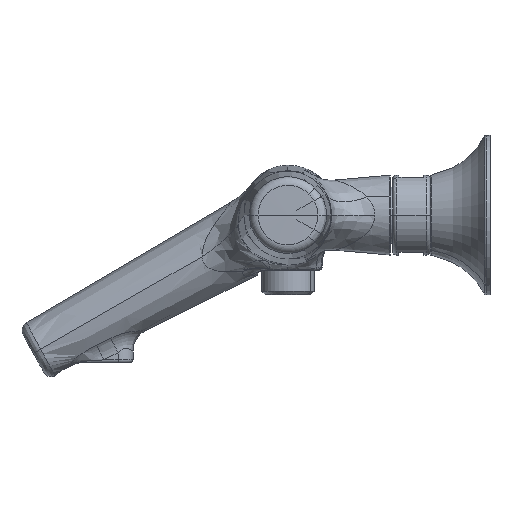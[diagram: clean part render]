
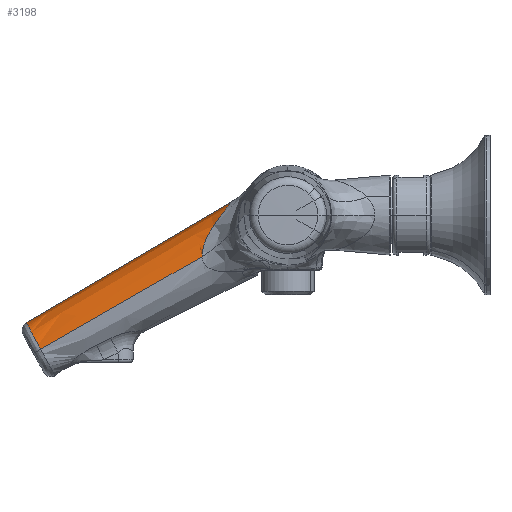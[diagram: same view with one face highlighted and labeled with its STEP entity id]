
A CAD part, left-side view. The second image highlights one B-rep face of the part: STEP entity #3198.
In plain terms, the highlighted free-form (B-spline) face has degree [5, 5] with [6, 9] control points.
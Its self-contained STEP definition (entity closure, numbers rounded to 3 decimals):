
#1636=CARTESIAN_POINT('Vertex',(-14.72,34.347,-16.598)) ;
#1640=CARTESIAN_POINT('Control Point',(-12.118,98.976,-53.736)) ;
#1641=CARTESIAN_POINT('Control Point',(-12.985,77.17,-41.84)) ;
#1642=CARTESIAN_POINT('Control Point',(-13.853,55.627,-29.461)) ;
#1643=CARTESIAN_POINT('Control Point',(-14.72,34.347,-16.598)) ;
#1644=CARTESIAN_POINT('Vertex',(-12.118,98.976,-53.736)) ;
#1909=CARTESIAN_POINT('Vertex',(0.,104.756,-43.089)) ;
#1913=CARTESIAN_POINT('Control Point',(0.,22.953,5.097)) ;
#1914=CARTESIAN_POINT('Control Point',(0.,50.221,-10.965)) ;
#1915=CARTESIAN_POINT('Control Point',(0.,77.489,-27.027)) ;
#1916=CARTESIAN_POINT('Control Point',(0.,104.756,-43.089)) ;
#1917=CARTESIAN_POINT('Vertex',(0.,22.953,5.097)) ;
#3092=CARTESIAN_POINT('Control Point',(0.,22.675,5.261)) ;
#3093=CARTESIAN_POINT('Control Point',(-2.362,22.675,5.261)) ;
#3094=CARTESIAN_POINT('Control Point',(-4.77,22.5,4.938)) ;
#3095=CARTESIAN_POINT('Control Point',(-7.096,22.134,4.265)) ;
#3096=CARTESIAN_POINT('Control Point',(-11.263,21.054,2.275)) ;
#3097=CARTESIAN_POINT('Control Point',(-14.049,19.437,-0.702)) ;
#3098=CARTESIAN_POINT('Control Point',(-14.991,18.535,-2.364)) ;
#3099=CARTESIAN_POINT('Control Point',(-15.443,17.601,-4.085)) ;
#3100=CARTESIAN_POINT('Control Point',(-15.443,16.684,-5.773)) ;
#3101=CARTESIAN_POINT('Control Point',(0.,39.1,-4.415)) ;
#3102=CARTESIAN_POINT('Control Point',(-2.26,39.1,-4.415)) ;
#3103=CARTESIAN_POINT('Control Point',(-4.565,38.919,-4.749)) ;
#3104=CARTESIAN_POINT('Control Point',(-6.791,38.54,-5.446)) ;
#3105=CARTESIAN_POINT('Control Point',(-10.778,37.421,-7.508)) ;
#3106=CARTESIAN_POINT('Control Point',(-13.444,35.746,-10.592)) ;
#3107=CARTESIAN_POINT('Control Point',(-14.345,34.811,-12.314)) ;
#3108=CARTESIAN_POINT('Control Point',(-14.777,33.843,-14.097)) ;
#3109=CARTESIAN_POINT('Control Point',(-14.777,32.894,-15.845)) ;
#3110=CARTESIAN_POINT('Control Point',(0.,55.525,-14.09)) ;
#3111=CARTESIAN_POINT('Control Point',(-2.159,55.525,-14.09)) ;
#3112=CARTESIAN_POINT('Control Point',(-4.359,55.341,-14.429)) ;
#3113=CARTESIAN_POINT('Control Point',(-6.485,54.958,-15.136)) ;
#3114=CARTESIAN_POINT('Control Point',(-10.293,53.822,-17.227)) ;
#3115=CARTESIAN_POINT('Control Point',(-12.838,52.125,-20.354)) ;
#3116=CARTESIAN_POINT('Control Point',(-13.699,51.177,-22.099)) ;
#3117=CARTESIAN_POINT('Control Point',(-14.112,50.195,-23.907)) ;
#3118=CARTESIAN_POINT('Control Point',(-14.112,49.233,-25.679)) ;
#3119=CARTESIAN_POINT('Control Point',(0.,71.951,-23.765)) ;
#3120=CARTESIAN_POINT('Control Point',(-2.057,71.951,-23.765)) ;
#3121=CARTESIAN_POINT('Control Point',(-4.154,71.768,-24.102)) ;
#3122=CARTESIAN_POINT('Control Point',(-6.179,71.387,-24.804)) ;
#3123=CARTESIAN_POINT('Control Point',(-9.807,70.259,-26.881)) ;
#3124=CARTESIAN_POINT('Control Point',(-12.233,68.573,-29.987)) ;
#3125=CARTESIAN_POINT('Control Point',(-13.053,67.631,-31.721)) ;
#3126=CARTESIAN_POINT('Control Point',(-13.447,66.657,-33.516)) ;
#3127=CARTESIAN_POINT('Control Point',(-13.447,65.701,-35.277)) ;
#3128=CARTESIAN_POINT('Control Point',(0.,88.376,-33.44)) ;
#3129=CARTESIAN_POINT('Control Point',(-1.955,88.376,-33.44)) ;
#3130=CARTESIAN_POINT('Control Point',(-3.948,88.198,-33.768)) ;
#3131=CARTESIAN_POINT('Control Point',(-5.874,87.827,-34.451)) ;
#3132=CARTESIAN_POINT('Control Point',(-9.322,86.731,-36.471)) ;
#3133=CARTESIAN_POINT('Control Point',(-11.628,85.09,-39.492)) ;
#3134=CARTESIAN_POINT('Control Point',(-12.407,84.175,-41.178)) ;
#3135=CARTESIAN_POINT('Control Point',(-12.781,83.227,-42.924)) ;
#3136=CARTESIAN_POINT('Control Point',(-12.781,82.297,-44.637)) ;
#3137=CARTESIAN_POINT('Control Point',(0.,104.801,-43.116)) ;
#3138=CARTESIAN_POINT('Control Point',(-1.853,104.801,-43.116)) ;
#3139=CARTESIAN_POINT('Control Point',(-3.743,104.632,-43.427)) ;
#3140=CARTESIAN_POINT('Control Point',(-5.568,104.28,-44.076)) ;
#3141=CARTESIAN_POINT('Control Point',(-8.837,103.237,-45.997)) ;
#3142=CARTESIAN_POINT('Control Point',(-11.023,101.678,-48.869)) ;
#3143=CARTESIAN_POINT('Control Point',(-11.762,100.807,-50.472)) ;
#3144=CARTESIAN_POINT('Control Point',(-12.116,99.906,-52.132)) ;
#3145=CARTESIAN_POINT('Control Point',(-12.116,99.022,-53.761)) ;
#3147=CARTESIAN_POINT('Control Point',(0.,22.953,5.097)) ;
#3148=CARTESIAN_POINT('Control Point',(-1.017,22.953,5.097)) ;
#3149=CARTESIAN_POINT('Control Point',(-2.016,23.03,4.972)) ;
#3150=CARTESIAN_POINT('Control Point',(-2.968,23.199,4.72)) ;
#3151=CARTESIAN_POINT('Control Point',(-5.193,23.832,3.825)) ;
#3152=CARTESIAN_POINT('Control Point',(-7.03,24.898,2.394)) ;
#3153=CARTESIAN_POINT('Control Point',(-7.999,25.65,1.404)) ;
#3154=CARTESIAN_POINT('Control Point',(-9.537,27.087,-0.502)) ;
#3155=CARTESIAN_POINT('Control Point',(-10.792,28.605,-2.611)) ;
#3156=CARTESIAN_POINT('Control Point',(-11.305,29.28,-3.581)) ;
#3157=CARTESIAN_POINT('Control Point',(-12.339,30.727,-5.761)) ;
#3158=CARTESIAN_POINT('Control Point',(-13.193,32.035,-8.066)) ;
#3159=CARTESIAN_POINT('Control Point',(-13.609,32.682,-9.357)) ;
#3160=CARTESIAN_POINT('Control Point',(-14.208,33.591,-11.567)) ;
#3161=CARTESIAN_POINT('Control Point',(-14.58,34.129,-13.843)) ;
#3162=CARTESIAN_POINT('Control Point',(-14.686,34.276,-14.766)) ;
#3163=CARTESIAN_POINT('Control Point',(-14.735,34.347,-15.689)) ;
#3164=CARTESIAN_POINT('Control Point',(-14.72,34.347,-16.598)) ;
#3167=CARTESIAN_POINT('Control Point',(-12.118,98.976,-53.736)) ;
#3168=CARTESIAN_POINT('Control Point',(-12.118,99.113,-53.483)) ;
#3169=CARTESIAN_POINT('Control Point',(-12.109,99.252,-53.228)) ;
#3170=CARTESIAN_POINT('Control Point',(-12.092,99.389,-52.976)) ;
#3171=CARTESIAN_POINT('Control Point',(-12.008,99.836,-52.153)) ;
#3172=CARTESIAN_POINT('Control Point',(-11.833,100.281,-51.335)) ;
#3173=CARTESIAN_POINT('Control Point',(-11.667,100.585,-50.776)) ;
#3174=CARTESIAN_POINT('Control Point',(-11.157,101.315,-49.431)) ;
#3175=CARTESIAN_POINT('Control Point',(-10.394,102.,-48.169)) ;
#3176=CARTESIAN_POINT('Control Point',(-9.859,102.384,-47.462)) ;
#3177=CARTESIAN_POINT('Control Point',(-8.635,103.096,-46.15)) ;
#3178=CARTESIAN_POINT('Control Point',(-7.141,103.68,-45.074)) ;
#3179=CARTESIAN_POINT('Control Point',(-6.337,103.935,-44.604)) ;
#3180=CARTESIAN_POINT('Control Point',(-5.063,104.257,-44.01)) ;
#3181=CARTESIAN_POINT('Control Point',(-3.715,104.485,-43.59)) ;
#3182=CARTESIAN_POINT('Control Point',(-3.259,104.55,-43.469)) ;
#3183=CARTESIAN_POINT('Control Point',(-2.569,104.632,-43.319)) ;
#3184=CARTESIAN_POINT('Control Point',(-1.87,104.689,-43.214)) ;
#3185=CARTESIAN_POINT('Control Point',(-1.637,104.705,-43.184)) ;
#3186=CARTESIAN_POINT('Control Point',(-1.17,104.732,-43.134)) ;
#3187=CARTESIAN_POINT('Control Point',(-0.701,104.748,-43.104)) ;
#3188=CARTESIAN_POINT('Control Point',(-0.468,104.754,-43.094)) ;
#3189=CARTESIAN_POINT('Control Point',(-0.233,104.756,-43.089)) ;
#3190=CARTESIAN_POINT('Control Point',(0.,104.756,-43.089)) ;
#3193=ORIENTED_EDGE('',*,*,#3165,.F.) ;
#3194=ORIENTED_EDGE('',*,*,#1919,.T.) ;
#3195=ORIENTED_EDGE('',*,*,#3191,.F.) ;
#3196=ORIENTED_EDGE('',*,*,#1646,.T.) ;
#3198=ADVANCED_FACE('PartBody',(#3197),#3091,.T.) ;
#1639=B_SPLINE_CURVE_WITH_KNOTS('',3,(#1640,#1641,#1642,#1643),.UNSPECIFIED.,.F.,.U.,(4,4),(-54.622,19.896),.UNSPECIFIED.) ;
#1912=B_SPLINE_CURVE_WITH_KNOTS('',3,(#1913,#1914,#1915,#1916),.UNSPECIFIED.,.F.,.U.,(4,4),(0.,134.226),.UNSPECIFIED.) ;
#3146=B_SPLINE_CURVE_WITH_KNOTS('',5,(#3147,#3148,#3149,#3150,#3151,#3152,#3153,#3154,#3155,#3156,#3157,#3158,#3159,#3160,#3161,#3162,#3163,#3164),.UNSPECIFIED.,.F.,.U.,(6,3,3,3,3,6),(0.,6.934,17.273,25.56,35.385,42.015),.UNSPECIFIED.) ;
#3166=B_SPLINE_CURVE_WITH_KNOTS('',5,(#3167,#3168,#3169,#3170,#3171,#3172,#3173,#3174,#3175,#3176,#3177,#3178,#3179,#3180,#3181,#3182,#3183,#3184,#3185,#3186,#3187,#3188,#3189,#3190),.UNSPECIFIED.,.F.,.U.,(6,3,3,3,3,3,3,6),(28.361,30.343,34.791,41.221,47.652,50.868,52.476,54.084),.UNSPECIFIED.) ;
#3091=B_SPLINE_SURFACE_WITH_KNOTS('',5,5,((#3092,#3093,#3094,#3095,#3096,#3097,#3098,#3099,#3100),(#3101,#3102,#3103,#3104,#3105,#3106,#3107,#3108,#3109),(#3110,#3111,#3112,#3113,#3114,#3115,#3116,#3117,#3118),(#3119,#3120,#3121,#3122,#3123,#3124,#3125,#3126,#3127),(#3128,#3129,#3130,#3131,#3132,#3133,#3134,#3135,#3136),(#3137,#3138,#3139,#3140,#3141,#3142,#3143,#3144,#3145)),.UNSPECIFIED.,.F.,.F.,.U.,(6,6),(6,3,6),(17.417,112.674),(0.,10.934,21.867),.UNSPECIFIED.) ;
#1646=EDGE_CURVE('',#1645,#1637,#1639,.T.) ;
#1919=EDGE_CURVE('',#1918,#1910,#1912,.T.) ;
#3165=EDGE_CURVE('',#1918,#1637,#3146,.T.) ;
#3191=EDGE_CURVE('',#1645,#1910,#3166,.T.) ;
#3192=EDGE_LOOP('',(#3193,#3194,#3195,#3196)) ;
#3197=FACE_OUTER_BOUND('',#3192,.T.) ;
#1637=VERTEX_POINT('',#1636) ;
#1645=VERTEX_POINT('',#1644) ;
#1910=VERTEX_POINT('',#1909) ;
#1918=VERTEX_POINT('',#1917) ;
